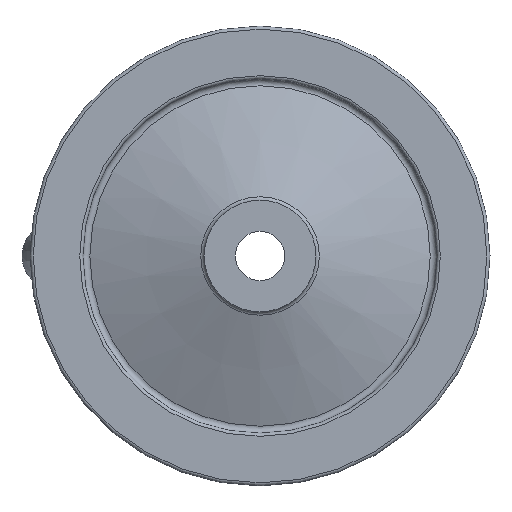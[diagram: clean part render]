
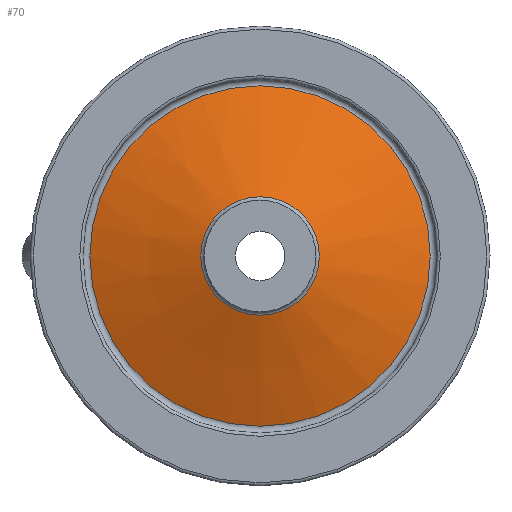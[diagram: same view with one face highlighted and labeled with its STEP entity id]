
A CAD part, left-side view. The second image highlights one B-rep face of the part: STEP entity #70.
In plain terms, the highlighted conical face has half-angle 69.846 degrees and reference radius 18.038 mm.
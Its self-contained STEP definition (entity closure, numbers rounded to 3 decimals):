
#70 = ADVANCED_FACE( '', ( #158, #159 ), #160, .T. );
#158 = FACE_OUTER_BOUND( '', #262, .T. );
#159 = FACE_BOUND( '', #263, .T. );
#160 = CONICAL_SURFACE( '', #264, 18.038, 1.219 );
#262 = EDGE_LOOP( '', ( #416 ) );
#263 = EDGE_LOOP( '', ( #417 ) );
#264 = AXIS2_PLACEMENT_3D( '', #418, #419, #420 );
#416 = ORIENTED_EDGE( '', *, *, #521, .F. );
#417 = ORIENTED_EDGE( '', *, *, #504, .T. );
#418 = CARTESIAN_POINT( '', ( 11.899, 0., 0. ) );
#419 = DIRECTION( '', ( 1., 0., 0. ) );
#420 = DIRECTION( '', ( 0., 0., -1. ) );
#504 = EDGE_CURVE( '', #562, #562, #563, .T. );
#521 = EDGE_CURVE( '', #589, #589, #590, .T. );
#562 = VERTEX_POINT( '', #634 );
#563 = CIRCLE( '', #635, 18.038 );
#589 = VERTEX_POINT( '', #661 );
#590 = CIRCLE( '', #662, 51.806 );
#634 = CARTESIAN_POINT( '', ( 11.899, 0., -18.038 ) );
#635 = AXIS2_PLACEMENT_3D( '', #710, #711, #712 );
#661 = CARTESIAN_POINT( '', ( 24.292, 0., -51.806 ) );
#662 = AXIS2_PLACEMENT_3D( '', #740, #741, #742 );
#710 = CARTESIAN_POINT( '', ( 11.899, 0., 0. ) );
#711 = DIRECTION( '', ( 1., 0., 0. ) );
#712 = DIRECTION( '', ( 0., 0., -1. ) );
#740 = CARTESIAN_POINT( '', ( 24.292, 0., 0. ) );
#741 = DIRECTION( '', ( 1., 0., 0. ) );
#742 = DIRECTION( '', ( 0., 0., -1. ) );
